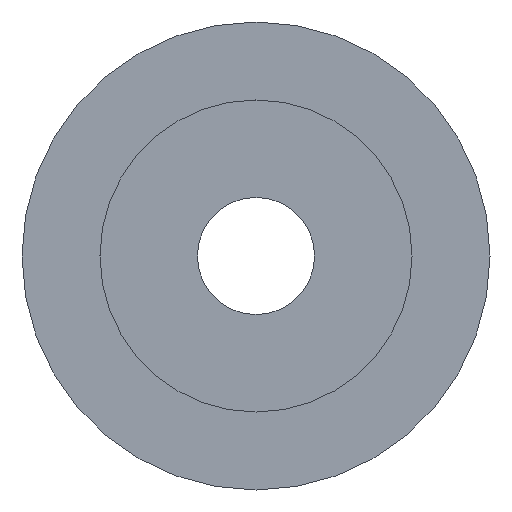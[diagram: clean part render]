
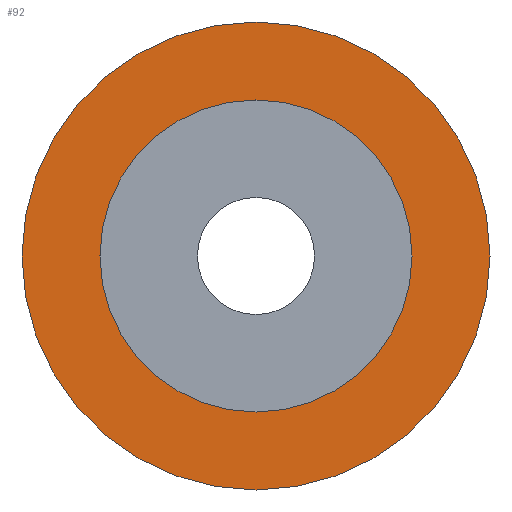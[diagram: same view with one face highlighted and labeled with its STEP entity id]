
A CAD part, front view. The second image highlights one B-rep face of the part: STEP entity #92.
In plain terms, the highlighted planar face has unit normal (0, -1, 0).
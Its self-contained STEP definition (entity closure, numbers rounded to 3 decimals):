
#4 = VERTEX_POINT ( 'NONE', #289 ) ;
#12 = CARTESIAN_POINT ( 'NONE',  ( 0., -44., 0. ) ) ;
#13 = ORIENTED_EDGE ( 'NONE', *, *, #257, .F. ) ;
#51 = CARTESIAN_POINT ( 'NONE',  ( 0., -44., 4. ) ) ;
#61 = AXIS2_PLACEMENT_3D ( 'NONE', #12, #233, #62 ) ;
#62 = DIRECTION ( 'NONE',  ( 1., 0., 0. ) ) ;
#66 = AXIS2_PLACEMENT_3D ( 'NONE', #356, #109, #216 ) ;
#67 = CARTESIAN_POINT ( 'NONE',  ( 0., -44., -4. ) ) ;
#80 = CIRCLE ( 'NONE', #61, 6. ) ;
#81 = AXIS2_PLACEMENT_3D ( 'NONE', #105, #244, #273 ) ;
#84 = EDGE_CURVE ( 'NONE', #337, #88, #80, .T. ) ;
#88 = VERTEX_POINT ( 'NONE', #157 ) ;
#89 = CIRCLE ( 'NONE', #66, 4. ) ;
#92 = ADVANCED_FACE ( 'NONE', ( #320, #259 ), #96, .T. ) ;
#95 = AXIS2_PLACEMENT_3D ( 'NONE', #67, #176, #180 ) ;
#96 = PLANE ( 'NONE',  #95 ) ;
#105 = CARTESIAN_POINT ( 'NONE',  ( 0., -44., 0. ) ) ;
#109 = DIRECTION ( 'NONE',  ( 0., -1., 0. ) ) ;
#120 = ORIENTED_EDGE ( 'NONE', *, *, #84, .T. ) ;
#144 = CARTESIAN_POINT ( 'NONE',  ( 0., -44., -6. ) ) ;
#155 = ORIENTED_EDGE ( 'NONE', *, *, #297, .F. ) ;
#157 = CARTESIAN_POINT ( 'NONE',  ( 0., -44., 6. ) ) ;
#168 = CARTESIAN_POINT ( 'NONE',  ( 0., -44., 0. ) ) ;
#171 = DIRECTION ( 'NONE',  ( 0., -1., 0. ) ) ;
#175 = EDGE_LOOP ( 'NONE', ( #13, #155 ) ) ;
#176 = DIRECTION ( 'NONE',  ( 0., -1., 0. ) ) ;
#180 = DIRECTION ( 'NONE',  ( 0., 0., -1. ) ) ;
#216 = DIRECTION ( 'NONE',  ( 1., 0., 0. ) ) ;
#217 = AXIS2_PLACEMENT_3D ( 'NONE', #168, #171, #248 ) ;
#232 = EDGE_CURVE ( 'NONE', #88, #337, #328, .T. ) ;
#233 = DIRECTION ( 'NONE',  ( 0., -1., 0. ) ) ;
#244 = DIRECTION ( 'NONE',  ( 0., -1., 0. ) ) ;
#248 = DIRECTION ( 'NONE',  ( 1., 0., 0. ) ) ;
#257 = EDGE_CURVE ( 'NONE', #4, #282, #89, .T. ) ;
#259 = FACE_OUTER_BOUND ( 'NONE', #307, .T. ) ;
#262 = CIRCLE ( 'NONE', #217, 4. ) ;
#273 = DIRECTION ( 'NONE',  ( 1., 0., 0. ) ) ;
#282 = VERTEX_POINT ( 'NONE', #51 ) ;
#285 = ORIENTED_EDGE ( 'NONE', *, *, #232, .T. ) ;
#289 = CARTESIAN_POINT ( 'NONE',  ( 0., -44., -4. ) ) ;
#297 = EDGE_CURVE ( 'NONE', #282, #4, #262, .T. ) ;
#307 = EDGE_LOOP ( 'NONE', ( #120, #285 ) ) ;
#320 = FACE_BOUND ( 'NONE', #175, .T. ) ;
#328 = CIRCLE ( 'NONE', #81, 6. ) ;
#337 = VERTEX_POINT ( 'NONE', #144 ) ;
#356 = CARTESIAN_POINT ( 'NONE',  ( 0., -44., 0. ) ) ;
